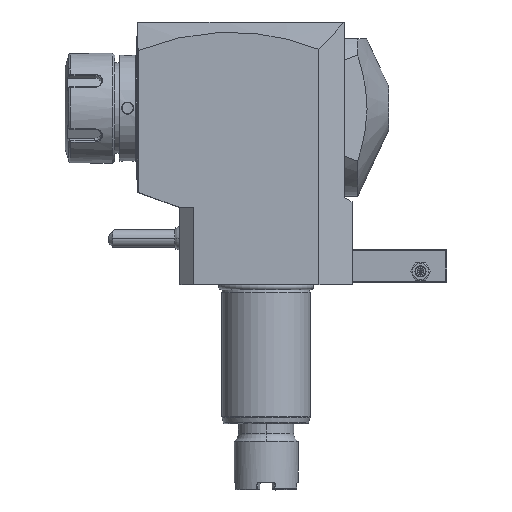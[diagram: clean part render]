
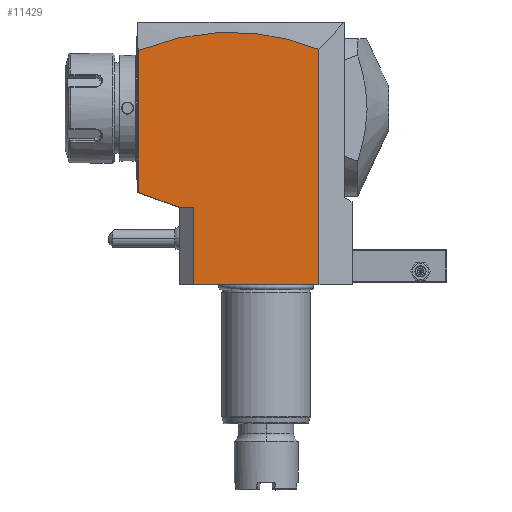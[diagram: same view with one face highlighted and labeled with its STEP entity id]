
A CAD part, top view. The second image highlights one B-rep face of the part: STEP entity #11429.
In plain terms, the highlighted planar face has unit normal (0, 0, 1).
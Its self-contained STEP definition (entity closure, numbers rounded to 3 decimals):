
#29=DIRECTION('',(-1.,0.,0.));
#30=VECTOR('',#29,57.);
#31=CARTESIAN_POINT('',(24.,0.,37.5));
#32=LINE('',#31,#30);
#262=DIRECTION('',(0.,-1.,0.));
#263=VECTOR('',#262,64.359);
#264=CARTESIAN_POINT('',(-57.8,106.092,37.5));
#265=LINE('',#264,#263);
#275=DIRECTION('',(0.94,-0.342,0.));
#276=VECTOR('',#275,19.687);
#277=CARTESIAN_POINT('',(-57.8,41.733,37.5));
#278=LINE('',#277,#276);
#279=CARTESIAN_POINT('',(-57.8,106.092,37.5));
#280=CARTESIAN_POINT('',(-50.998,108.812,37.5));
#281=CARTESIAN_POINT('',(-37.387,112.914,37.5));
#282=CARTESIAN_POINT('',(-16.948,115.059,37.5));
#283=CARTESIAN_POINT('',(3.513,113.192,37.5));
#284=CARTESIAN_POINT('',(17.168,109.259,37.5));
#285=CARTESIAN_POINT('',(24.,106.615,37.5));
#287=DIRECTION('',(0.,-1.,0.));
#288=VECTOR('',#287,106.615);
#289=CARTESIAN_POINT('',(24.,106.615,37.5));
#290=LINE('',#289,#288);
#291=DIRECTION('',(1.,0.,0.));
#292=VECTOR('',#291,6.3);
#293=CARTESIAN_POINT('',(-39.3,35.,37.5));
#294=LINE('',#293,#292);
#303=DIRECTION('',(0.,-1.,0.));
#304=VECTOR('',#303,35.);
#305=CARTESIAN_POINT('',(-33.,35.,37.5));
#306=LINE('',#305,#304);
#10581=VERTEX_POINT('',#279);
#10582=VERTEX_POINT('',#285);
#10597=CARTESIAN_POINT('',(-33.,35.,37.5));
#10598=VERTEX_POINT('',#10597);
#10894=CARTESIAN_POINT('',(24.,0.,37.5));
#10896=VERTEX_POINT('',#10894);
#10897=CARTESIAN_POINT('',(-33.,0.,37.5));
#10898=VERTEX_POINT('',#10897);
#10909=CARTESIAN_POINT('',(-57.8,41.733,37.5));
#10910=CARTESIAN_POINT('',(-39.3,35.,37.5));
#10911=VERTEX_POINT('',#10909);
#10912=VERTEX_POINT('',#10910);
#11411=CARTESIAN_POINT('',(-39.202,35.,37.5));
#11412=DIRECTION('',(0.,0.,1.));
#11413=DIRECTION('',(1.,0.,0.));
#11414=AXIS2_PLACEMENT_3D('',#11411,#11412,#11413);
#11415=PLANE('',#11414);
#11417=ORIENTED_EDGE('',*,*,#11416,.F.);
#11419=ORIENTED_EDGE('',*,*,#11418,.F.);
#11420=ORIENTED_EDGE('',*,*,#11401,.F.);
#11422=ORIENTED_EDGE('',*,*,#11421,.T.);
#11423=ORIENTED_EDGE('',*,*,#11171,.T.);
#11424=ORIENTED_EDGE('',*,*,#11146,.T.);
#11426=ORIENTED_EDGE('',*,*,#11425,.F.);
#11427=EDGE_LOOP('',(#11417,#11419,#11420,#11422,#11423,#11424,#11426));
#11428=FACE_OUTER_BOUND('',#11427,.F.);
#286=B_SPLINE_CURVE_WITH_KNOTS('',3,(#279,#280,#281,#282,#283,#284,#285),
.UNSPECIFIED.,.F.,.F.,(4,1,1,1,4),(0.,0.25,0.5,0.75,1.),
.UNSPECIFIED.);
#11146=EDGE_CURVE('',#10896,#10898,#32,.T.);
#11171=EDGE_CURVE('',#10582,#10896,#290,.T.);
#11401=EDGE_CURVE('',#10581,#10911,#265,.T.);
#11416=EDGE_CURVE('',#10912,#10598,#294,.T.);
#11418=EDGE_CURVE('',#10911,#10912,#278,.T.);
#11421=EDGE_CURVE('',#10581,#10582,#286,.T.);
#11425=EDGE_CURVE('',#10598,#10898,#306,.T.);
#11429=ADVANCED_FACE('',(#11428),#11415,.T.);
